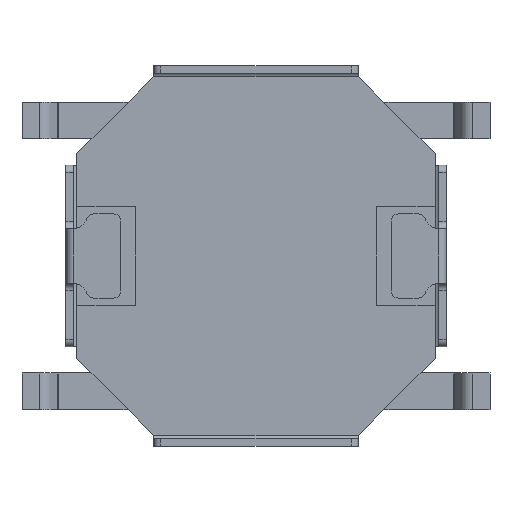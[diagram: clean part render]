
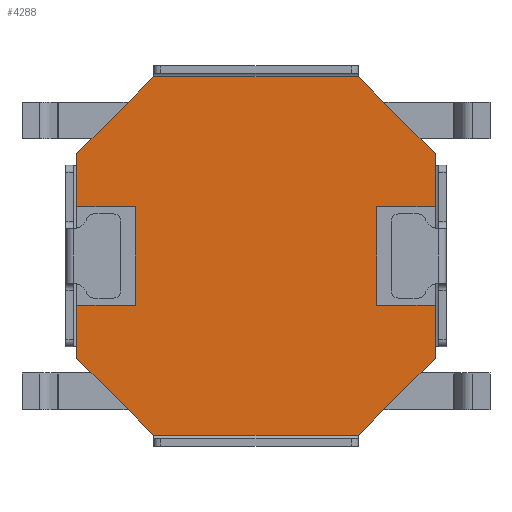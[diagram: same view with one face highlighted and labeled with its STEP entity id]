
A CAD part, front view. The second image highlights one B-rep face of the part: STEP entity #4288.
In plain terms, the highlighted planar face has unit normal (0, -1, 0).
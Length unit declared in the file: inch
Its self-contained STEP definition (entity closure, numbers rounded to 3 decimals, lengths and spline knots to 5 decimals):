
#33 = CARTESIAN_POINT ( 'NONE',  ( -0.09646, 0., 0.05512 ) ) ;
#100 = ORIENTED_EDGE ( 'NONE', *, *, #3989, .F. ) ;
#282 = CARTESIAN_POINT ( 'NONE',  ( -0.09646, 0., 0.02657 ) ) ;
#284 = CARTESIAN_POINT ( 'NONE',  ( 0.09646, 0., -0.02657 ) ) ;
#345 = CARTESIAN_POINT ( 'NONE',  ( 0.05512, 0., -0.09646 ) ) ;
#350 = ORIENTED_EDGE ( 'NONE', *, *, #5887, .F. ) ;
#363 = CARTESIAN_POINT ( 'NONE',  ( 0.09646, 0., -0.05512 ) ) ;
#425 = ORIENTED_EDGE ( 'NONE', *, *, #2591, .F. ) ;
#487 = CARTESIAN_POINT ( 'NONE',  ( -0.09646, 0., -0.02657 ) ) ;
#495 = DIRECTION ( 'NONE',  ( 1., 0., 0. ) ) ;
#514 = VERTEX_POINT ( 'NONE', #2560 ) ;
#518 = EDGE_CURVE ( 'NONE', #5213, #1863, #4509, .T. ) ;
#565 = ORIENTED_EDGE ( 'NONE', *, *, #5914, .F. ) ;
#802 = ORIENTED_EDGE ( 'NONE', *, *, #4075, .F. ) ;
#812 = CARTESIAN_POINT ( 'NONE',  ( -0.09646, 0., 0.05512 ) ) ;
#1031 = EDGE_CURVE ( 'NONE', #2270, #1674, #3451, .T. ) ;
#1122 = EDGE_CURVE ( 'NONE', #1674, #5223, #2260, .T. ) ;
#1128 = CARTESIAN_POINT ( 'NONE',  ( -0.05512, 0., 0.09646 ) ) ;
#1142 = VECTOR ( 'NONE', #2325, 39.37008 ) ;
#1164 = CARTESIAN_POINT ( 'NONE',  ( 0., 0., 0. ) ) ;
#1219 = DIRECTION ( 'NONE',  ( 0.707, 0., 0.707 ) ) ;
#1241 = LINE ( 'NONE', #2227, #4067 ) ;
#1339 = LINE ( 'NONE', #6649, #1692 ) ;
#1444 = EDGE_CURVE ( 'NONE', #5223, #2838, #2959, .T. ) ;
#1472 = VECTOR ( 'NONE', #3682, 39.37008 ) ;
#1516 = CARTESIAN_POINT ( 'NONE',  ( -0.09646, 0., -0.02657 ) ) ;
#1527 = ORIENTED_EDGE ( 'NONE', *, *, #5156, .F. ) ;
#1624 = DIRECTION ( 'NONE',  ( 1., 0., 0. ) ) ;
#1674 = VERTEX_POINT ( 'NONE', #7018 ) ;
#1692 = VECTOR ( 'NONE', #4309, 39.37008 ) ;
#1718 = ORIENTED_EDGE ( 'NONE', *, *, #3463, .F. ) ;
#1778 = VECTOR ( 'NONE', #1219, 39.37008 ) ;
#1815 = VECTOR ( 'NONE', #1851, 39.37008 ) ;
#1851 = DIRECTION ( 'NONE',  ( -1., 0., 0. ) ) ;
#1863 = VERTEX_POINT ( 'NONE', #282 ) ;
#1891 = LINE ( 'NONE', #33, #2861 ) ;
#1934 = CARTESIAN_POINT ( 'NONE',  ( -0.05512, 0., 0.09646 ) ) ;
#2199 = LINE ( 'NONE', #1128, #5277 ) ;
#2227 = CARTESIAN_POINT ( 'NONE',  ( -0.06496, 0., 0.02657 ) ) ;
#2260 = LINE ( 'NONE', #7038, #6699 ) ;
#2270 = VERTEX_POINT ( 'NONE', #7629 ) ;
#2310 = DIRECTION ( 'NONE',  ( 0., 0., -1. ) ) ;
#2325 = DIRECTION ( 'NONE',  ( 0., 0., -1. ) ) ;
#2337 = DIRECTION ( 'NONE',  ( 0., 0., 1. ) ) ;
#2374 = CARTESIAN_POINT ( 'NONE',  ( -0.09646, 0., -0.05512 ) ) ;
#2397 = DIRECTION ( 'NONE',  ( 0., 0., 1. ) ) ;
#2494 = VERTEX_POINT ( 'NONE', #5598 ) ;
#2560 = CARTESIAN_POINT ( 'NONE',  ( 0.09646, 0., 0.05512 ) ) ;
#2582 = ORIENTED_EDGE ( 'NONE', *, *, #7438, .F. ) ;
#2591 = EDGE_CURVE ( 'NONE', #514, #4443, #6545, .T. ) ;
#2761 = VECTOR ( 'NONE', #5080, 39.37008 ) ;
#2780 = VERTEX_POINT ( 'NONE', #345 ) ;
#2787 = VECTOR ( 'NONE', #5702, 39.37008 ) ;
#2811 = ORIENTED_EDGE ( 'NONE', *, *, #6737, .F. ) ;
#2838 = VERTEX_POINT ( 'NONE', #3588 ) ;
#2861 = VECTOR ( 'NONE', #3754, 39.37008 ) ;
#2920 = VECTOR ( 'NONE', #2397, 39.37008 ) ;
#2959 = LINE ( 'NONE', #7751, #1142 ) ;
#3146 = ORIENTED_EDGE ( 'NONE', *, *, #4469, .F. ) ;
#3372 = LINE ( 'NONE', #1516, #2787 ) ;
#3386 = VERTEX_POINT ( 'NONE', #2374 ) ;
#3451 = LINE ( 'NONE', #4032, #5800 ) ;
#3463 = EDGE_CURVE ( 'NONE', #4443, #2270, #7802, .T. ) ;
#3503 = ORIENTED_EDGE ( 'NONE', *, *, #518, .F. ) ;
#3588 = CARTESIAN_POINT ( 'NONE',  ( 0.09646, 0., -0.05512 ) ) ;
#3682 = DIRECTION ( 'NONE',  ( -0.707, 0., 0.707 ) ) ;
#3754 = DIRECTION ( 'NONE',  ( 0., 0., 1. ) ) ;
#3768 = CARTESIAN_POINT ( 'NONE',  ( 0.09646, 0., 0.02657 ) ) ;
#3931 = AXIS2_PLACEMENT_3D ( 'NONE', #1164, #7652, #2310 ) ;
#3937 = DIRECTION ( 'NONE',  ( 0., 0., -1. ) ) ;
#3989 = EDGE_CURVE ( 'NONE', #7579, #5899, #4370, .T. ) ;
#4032 = CARTESIAN_POINT ( 'NONE',  ( 0.06496, 0., 0.02657 ) ) ;
#4067 = VECTOR ( 'NONE', #2337, 39.37008 ) ;
#4075 = EDGE_CURVE ( 'NONE', #3386, #7127, #5410, .T. ) ;
#4288 = ADVANCED_FACE ( 'NONE', ( #7047 ), #7732, .T. ) ;
#4309 = DIRECTION ( 'NONE',  ( 0.707, 0., -0.707 ) ) ;
#4370 = LINE ( 'NONE', #812, #1778 ) ;
#4443 = VERTEX_POINT ( 'NONE', #5586 ) ;
#4460 = EDGE_CURVE ( 'NONE', #2838, #2780, #6259, .T. ) ;
#4469 = EDGE_CURVE ( 'NONE', #7127, #7570, #3372, .T. ) ;
#4502 = VERTEX_POINT ( 'NONE', #4560 ) ;
#4509 = LINE ( 'NONE', #7405, #2761 ) ;
#4560 = CARTESIAN_POINT ( 'NONE',  ( -0.05512, 0., -0.09646 ) ) ;
#4745 = ORIENTED_EDGE ( 'NONE', *, *, #1444, .F. ) ;
#5080 = DIRECTION ( 'NONE',  ( -1., 0., 0. ) ) ;
#5081 = CARTESIAN_POINT ( 'NONE',  ( -0.06496, 0., 0.02657 ) ) ;
#5156 = EDGE_CURVE ( 'NONE', #7570, #5213, #1241, .T. ) ;
#5193 = LINE ( 'NONE', #7601, #1472 ) ;
#5201 = VECTOR ( 'NONE', #7494, 39.37008 ) ;
#5213 = VERTEX_POINT ( 'NONE', #5081 ) ;
#5223 = VERTEX_POINT ( 'NONE', #284 ) ;
#5273 = DIRECTION ( 'NONE',  ( 0., 0., -1. ) ) ;
#5277 = VECTOR ( 'NONE', #495, 39.37008 ) ;
#5351 = CARTESIAN_POINT ( 'NONE',  ( 0.09646, 0., 0.05512 ) ) ;
#5410 = LINE ( 'NONE', #7822, #2920 ) ;
#5458 = CARTESIAN_POINT ( 'NONE',  ( -0.05512, 0., -0.09646 ) ) ;
#5497 = CARTESIAN_POINT ( 'NONE',  ( -0.06496, 0., -0.02657 ) ) ;
#5586 = CARTESIAN_POINT ( 'NONE',  ( 0.09646, 0., 0.02657 ) ) ;
#5598 = CARTESIAN_POINT ( 'NONE',  ( 0.05512, 0., 0.09646 ) ) ;
#5681 = VECTOR ( 'NONE', #3937, 39.37008 ) ;
#5702 = DIRECTION ( 'NONE',  ( 1., 0., 0. ) ) ;
#5707 = ORIENTED_EDGE ( 'NONE', *, *, #1031, .F. ) ;
#5800 = VECTOR ( 'NONE', #5273, 39.37008 ) ;
#5833 = ORIENTED_EDGE ( 'NONE', *, *, #7805, .F. ) ;
#5887 = EDGE_CURVE ( 'NONE', #2780, #4502, #6166, .T. ) ;
#5899 = VERTEX_POINT ( 'NONE', #1934 ) ;
#5914 = EDGE_CURVE ( 'NONE', #2494, #514, #1339, .T. ) ;
#6010 = CARTESIAN_POINT ( 'NONE',  ( -0.09646, 0., 0.05512 ) ) ;
#6166 = LINE ( 'NONE', #5458, #1815 ) ;
#6259 = LINE ( 'NONE', #363, #5201 ) ;
#6384 = ORIENTED_EDGE ( 'NONE', *, *, #1122, .F. ) ;
#6423 = EDGE_LOOP ( 'NONE', ( #6384, #5707, #1718, #425, #565, #2811, #100, #5833, #3503, #1527, #3146, #802, #2582, #350, #6739, #4745 ) ) ;
#6545 = LINE ( 'NONE', #5351, #5681 ) ;
#6649 = CARTESIAN_POINT ( 'NONE',  ( 0.09646, 0., 0.05512 ) ) ;
#6699 = VECTOR ( 'NONE', #1624, 39.37008 ) ;
#6709 = VECTOR ( 'NONE', #7333, 39.37008 ) ;
#6737 = EDGE_CURVE ( 'NONE', #5899, #2494, #2199, .T. ) ;
#6739 = ORIENTED_EDGE ( 'NONE', *, *, #4460, .F. ) ;
#7018 = CARTESIAN_POINT ( 'NONE',  ( 0.06496, 0., -0.02657 ) ) ;
#7038 = CARTESIAN_POINT ( 'NONE',  ( 0.09646, 0., -0.02657 ) ) ;
#7047 = FACE_OUTER_BOUND ( 'NONE', #6423, .T. ) ;
#7127 = VERTEX_POINT ( 'NONE', #487 ) ;
#7333 = DIRECTION ( 'NONE',  ( -1., 0., 0. ) ) ;
#7405 = CARTESIAN_POINT ( 'NONE',  ( -0.09646, 0., 0.02657 ) ) ;
#7438 = EDGE_CURVE ( 'NONE', #4502, #3386, #5193, .T. ) ;
#7494 = DIRECTION ( 'NONE',  ( -0.707, 0., -0.707 ) ) ;
#7570 = VERTEX_POINT ( 'NONE', #5497 ) ;
#7579 = VERTEX_POINT ( 'NONE', #6010 ) ;
#7601 = CARTESIAN_POINT ( 'NONE',  ( -0.09646, 0., -0.05512 ) ) ;
#7629 = CARTESIAN_POINT ( 'NONE',  ( 0.06496, 0., 0.02657 ) ) ;
#7652 = DIRECTION ( 'NONE',  ( 0., -1., 0. ) ) ;
#7732 = PLANE ( 'NONE',  #3931 ) ;
#7751 = CARTESIAN_POINT ( 'NONE',  ( 0.09646, 0., 0.05512 ) ) ;
#7802 = LINE ( 'NONE', #3768, #6709 ) ;
#7805 = EDGE_CURVE ( 'NONE', #1863, #7579, #1891, .T. ) ;
#7822 = CARTESIAN_POINT ( 'NONE',  ( -0.09646, 0., 0.05512 ) ) ;
